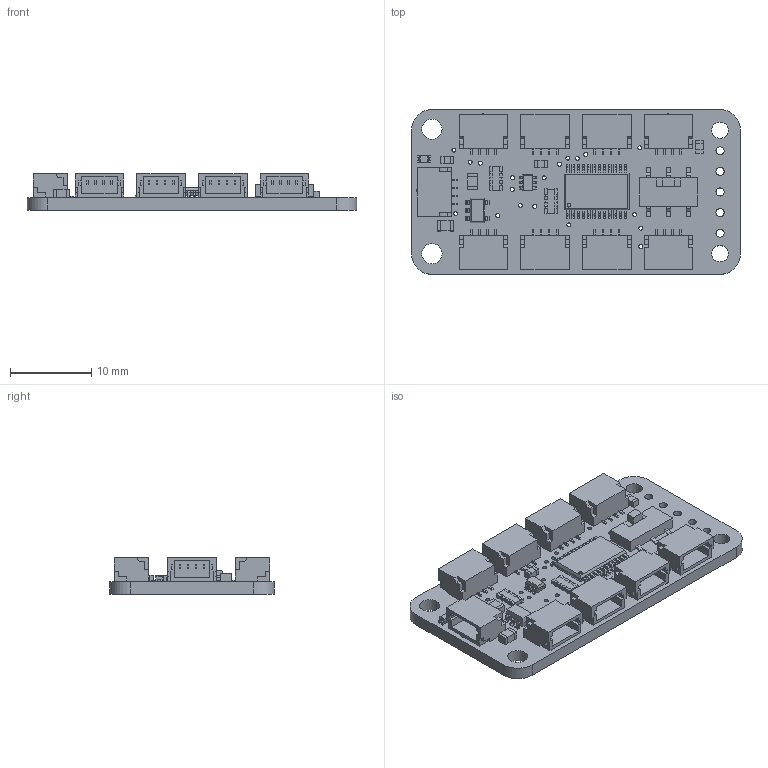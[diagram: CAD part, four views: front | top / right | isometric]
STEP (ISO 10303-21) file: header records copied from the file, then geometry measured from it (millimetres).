
FILE_DESCRIPTION(/* description */ (''),/* implementation_level */ '2;1');
FILE_NAME(/* name */ 'PCB Component.step',/* time_stamp */ '2022-10-17T15:00:35-04:00',/* author */ (''),/* organization */ (''),/* preprocessor_version */ 'ST-DEVELOPER v19',/* originating_system */ 'Autodesk Translation Framework v11.7.0.108',/* authorisation */ '');
FILE_SCHEMA (('AUTOMOTIVE_DESIGN { 1 0 10303 214 3 1 1 }'));
Length unit declared in the file: millimetre
Products named in the file (11): PCB Component; Board; xCA9548APWR; 10K; 10uF; AP2112K-3.3; 10K Pack; BSS138; STEMMA_I2C_QT; GREEN; AYZ0202AGRLC
Assembly tree (22 placements, depth 2):
  PCB Component
    Board
    xCA9548APWR
    10K  x3
    10uF  x2
    AP2112K-3.3
    10K Pack  x2
    BSS138
    STEMMA_I2C_QT  x9
    GREEN
    AYZ0202AGRLC
Bounding box: 40.64 x 20.32 x 4.53 mm (x, y, z)
Volume: 1728.9 mm3; surface area: 3837.4 mm2
Topology: 57 solids, 57 shells, 1754 faces, 4702 edges, 3110 vertices
Faces by surface type: plane 1522, cylinder 226, bspline 4, cone 2
Full cylindrical faces by diameter (mm): 0.45 x1, 0.483 x9, 0.5 x55, 0.8 x2, 1 x7, 2.032 x2, 2.5 x2
Entity records: 29911 total; most frequent: CARTESIAN_POINT 5123, ORIENTED_EDGE 4924, DIRECTION 4858, EDGE_CURVE 2462, LINE 2000, VECTOR 2000, VERTEX_POINT 1622, AXIS2_PLACEMENT_3D 1429
